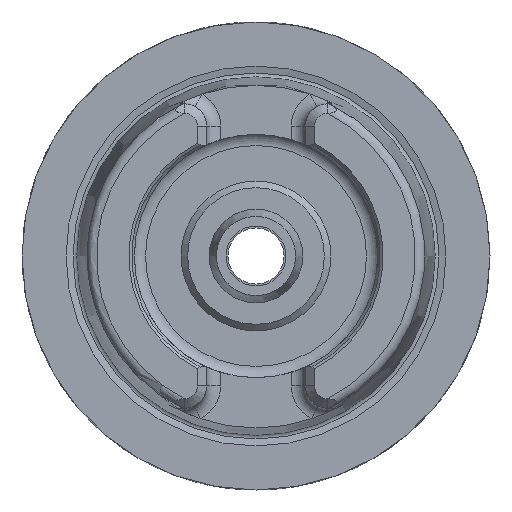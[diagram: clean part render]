
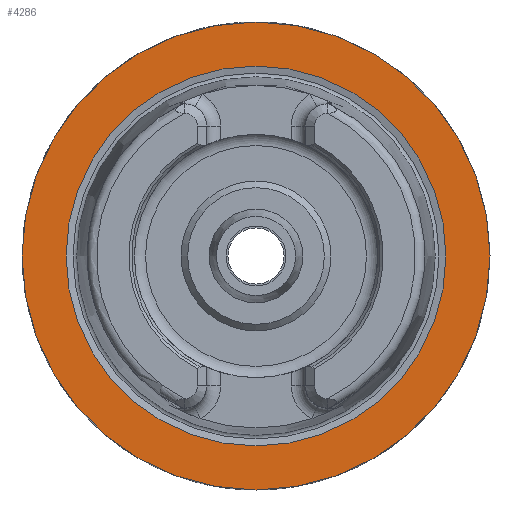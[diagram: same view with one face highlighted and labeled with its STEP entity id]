
A CAD part, left-side view. The second image highlights one B-rep face of the part: STEP entity #4286.
In plain terms, the highlighted planar face has unit normal (-1, 0, 0).
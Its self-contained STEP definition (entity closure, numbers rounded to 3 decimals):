
#4252=CARTESIAN_POINT('',(0.0,20.296,0.0));
#4253=VERTEX_POINT('',#4252);
#4254=CARTESIAN_POINT('',(0.0,0.0,0.0));
#4255=DIRECTION('',(1.0,0.0,0.0));
#4256=DIRECTION('',(0.0,1.0,0.0));
#4257=AXIS2_PLACEMENT_3D('',#4254,#4255,#4256);
#4258=CIRCLE('',#4257,20.296);
#4259=EDGE_CURVE('',#4253,#4253,#4258,.T.);
#4267=CARTESIAN_POINT('',(0.0,22.648,0.0));
#4268=DIRECTION('',(-1.0,0.0,0.0));
#4269=DIRECTION('',(0.0,0.0,1.0));
#4270=AXIS2_PLACEMENT_3D('',#4267,#4268,#4269);
#4271=PLANE('',#4270);
#4272=CARTESIAN_POINT('',(0.0,25.,0.0));
#4273=VERTEX_POINT('',#4272);
#4274=CARTESIAN_POINT('',(0.0,0.0,0.0));
#4275=DIRECTION('',(1.0,0.0,0.0));
#4276=DIRECTION('',(0.0,1.0,0.0));
#4277=AXIS2_PLACEMENT_3D('',#4274,#4275,#4276);
#4278=CIRCLE('',#4277,25.);
#4279=EDGE_CURVE('',#4273,#4273,#4278,.T.);
#4280=ORIENTED_EDGE('',*,*,#4279,.F.);
#4281=EDGE_LOOP('',(#4280));
#4282=FACE_OUTER_BOUND('',#4281,.T.);
#4283=ORIENTED_EDGE('',*,*,#4259,.T.);
#4284=EDGE_LOOP('',(#4283));
#4285=FACE_BOUND('',#4284,.T.);
#4286=ADVANCED_FACE('',(#4282,#4285),#4271,.T.);
